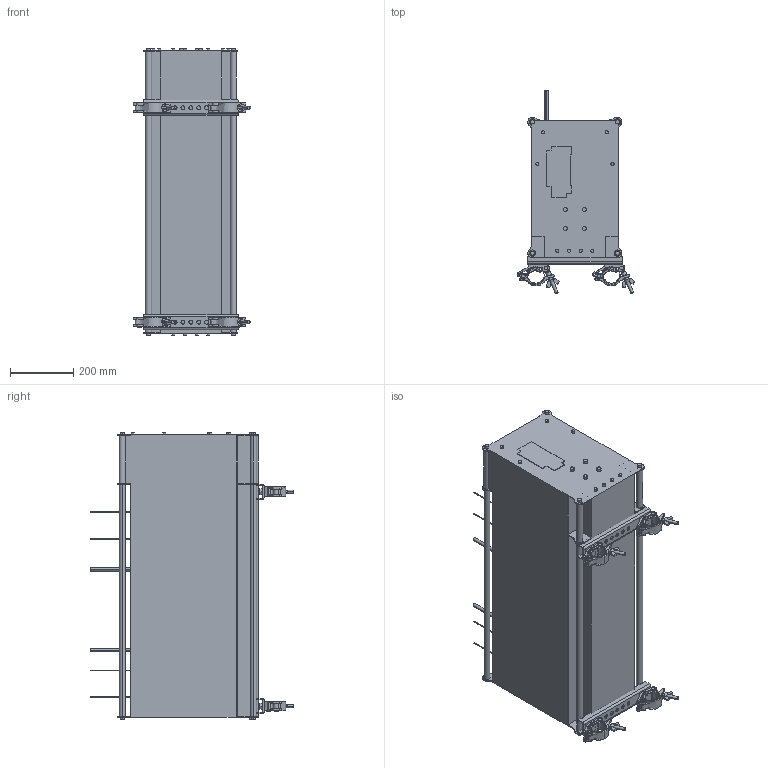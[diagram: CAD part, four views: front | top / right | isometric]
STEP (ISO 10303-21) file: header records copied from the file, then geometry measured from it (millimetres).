
FILE_DESCRIPTION (( 'STEP AP214' ), '1' );
FILE_NAME ('W50D E Full.STEP', '2019-06-25T12:34:02', ( '' ), ( '' ), 'SwSTEP 2.0', 'SolidWorks 2018', '' );
FILE_SCHEMA (( 'AUTOMOTIVE_DESIGN' ));
Length unit declared in the file: millimetre
Products named in the file (1): W50D E Full
Bounding box: 372.36 x 642.72 x 909 mm (x, y, z)
Surface area: 1997976 mm2 (no closed solid volume)
Topology: 0 solids, 58 shells, 648 faces, 1908 edges, 1330 vertices
Faces by surface type: plane 270, cylinder 267, bspline 95, cone 12, torus 4
Entity records: 37245 total; most frequent: CARTESIAN_POINT 13521, DIRECTION 3305, ORIENTED_EDGE 3302, EDGE_CURVE 1892, VERTEX_POINT 1330, AXIS2_PLACEMENT_3D 1240, LINE 825, VECTOR 825
